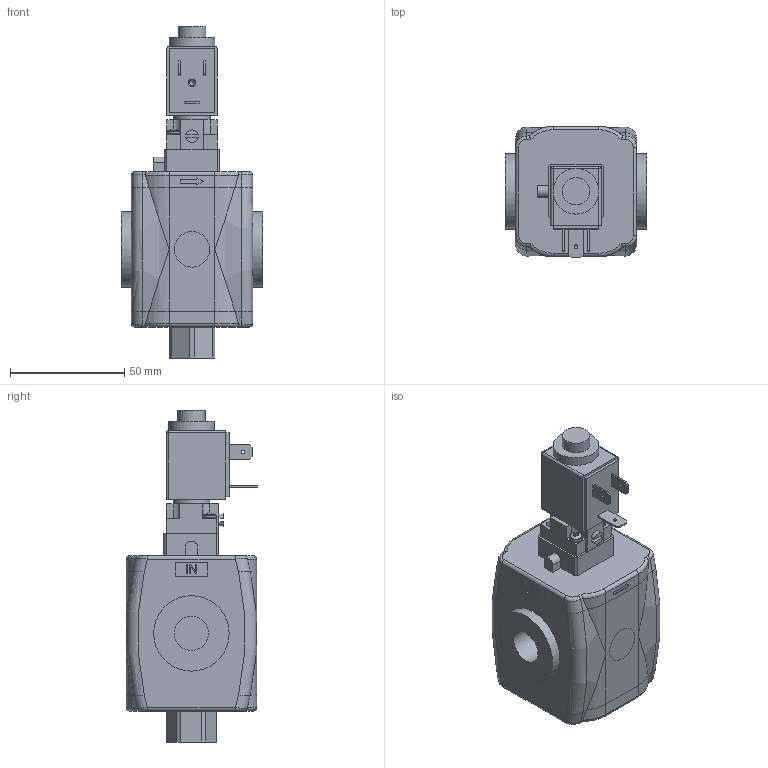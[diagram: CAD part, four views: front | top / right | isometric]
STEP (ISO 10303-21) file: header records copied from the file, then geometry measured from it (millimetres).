
FILE_DESCRIPTION((''),'2;1');
FILE_NAME('#172BVEB#.iam.step','2010-08-23T14:12:29',(''),(''),'Autodesk Inventor 2010','Autodesk Inventor 2010','');
FILE_SCHEMA(('AUTOMOTIVE_DESIGN { 1 0 10303 214 1 1 1 1 }'));
Length unit declared in the file: millimetre
Products named in the file (5): #172BVEB#; #172BVE; M2; VAPTRX3x12; MB
Assembly tree (5 placements, depth 2):
  #172BVEB#
    #172BVE
    M2
    VAPTRX3x12  x2
    MB
Bounding box: 62 x 57.5 x 145.2 mm (x, y, z)
Volume: 236832.7 mm3; surface area: 34439.9 mm2
Topology: 5 solids, 5 shells, 398 faces, 942 edges, 589 vertices
Faces by surface type: plane 179, cylinder 122, bspline 67, torus 24, sphere 4, cone 2
Full cylindrical faces by diameter (mm): 3 x2, 5.5 x2, 8 x1, 8.2 x1, 10 x1, 10.2 x1, 12 x1, 16 x2, 16.2 x1, 19 x1, 20 x1, 23 x1, 33 x1
Entity records: 11310 total; most frequent: CARTESIAN_POINT 3142, ORIENTED_EDGE 1610, DIRECTION 1539, EDGE_CURVE 805, VERTEX_POINT 528, AXIS2_PLACEMENT_3D 518, VECTOR 503, LINE 503
